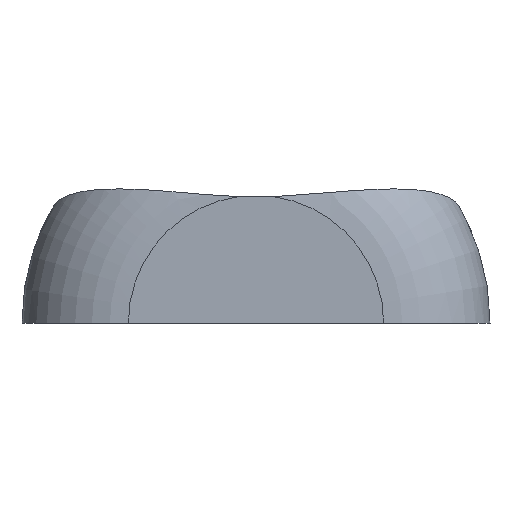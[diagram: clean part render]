
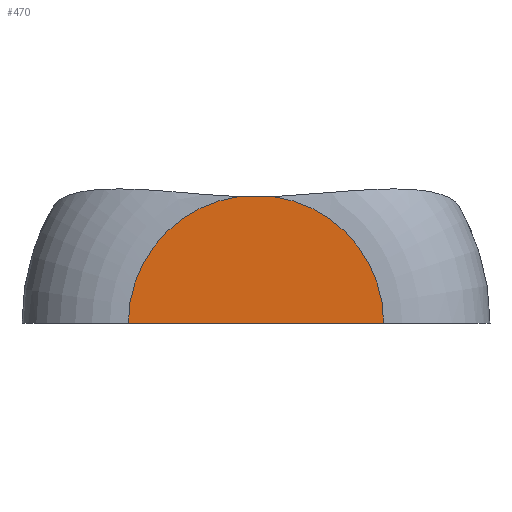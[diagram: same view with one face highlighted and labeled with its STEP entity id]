
A CAD part, left-side view. The second image highlights one B-rep face of the part: STEP entity #470.
In plain terms, the highlighted planar face has unit normal (-1, 0, 0).
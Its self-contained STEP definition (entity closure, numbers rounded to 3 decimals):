
#46=CIRCLE('',#528,15.);
#47=CIRCLE('',#530,15.);
#57=PLANE('',#529);
#96=FACE_OUTER_BOUND('',#131,.T.);
#131=EDGE_LOOP('',(#427,#428,#429,#430));
#146=LINE('',#1464,#158);
#158=VECTOR('',#631,10.);
#187=B_SPLINE_CURVE_WITH_KNOTS('',3,(#1394,#1395,#1396,#1397),
 .UNSPECIFIED.,.F.,.F.,(4,4),(0.677,1.082),
 .UNSPECIFIED.);
#231=VERTEX_POINT('',#1392);
#232=VERTEX_POINT('',#1393);
#237=VERTEX_POINT('',#1459);
#238=VERTEX_POINT('',#1463);
#295=EDGE_CURVE('',#231,#232,#187,.T.);
#303=EDGE_CURVE('',#231,#237,#46,.T.);
#304=EDGE_CURVE('',#237,#238,#146,.T.);
#305=EDGE_CURVE('',#238,#232,#47,.T.);
#427=ORIENTED_EDGE('',*,*,#295,.F.);
#428=ORIENTED_EDGE('',*,*,#303,.T.);
#429=ORIENTED_EDGE('',*,*,#304,.T.);
#430=ORIENTED_EDGE('',*,*,#305,.T.);
#470=ADVANCED_FACE('',(#96),#57,.F.);
#528=AXIS2_PLACEMENT_3D('',#1461,#627,#628);
#529=AXIS2_PLACEMENT_3D('',#1462,#629,#630);
#530=AXIS2_PLACEMENT_3D('',#1465,#632,#633);
#627=DIRECTION('center_axis',(-1.,0.,0.));
#628=DIRECTION('ref_axis',(0.,-1.,0.));
#629=DIRECTION('center_axis',(1.,0.,0.));
#630=DIRECTION('ref_axis',(0.,0.,-1.));
#631=DIRECTION('',(0.,-1.,0.));
#632=DIRECTION('center_axis',(-1.,0.,0.));
#633=DIRECTION('ref_axis',(0.,-1.,0.));
#1392=CARTESIAN_POINT('',(-62.,2.019,-57.136));
#1393=CARTESIAN_POINT('',(-62.,-2.019,-57.136));
#1394=CARTESIAN_POINT('Ctrl Pts',(-62.,2.019,-57.136));
#1395=CARTESIAN_POINT('Ctrl Pts',(-62.,0.673,-57.184));
#1396=CARTESIAN_POINT('Ctrl Pts',(-62.,-0.673,-57.184));
#1397=CARTESIAN_POINT('Ctrl Pts',(-62.,-2.019,-57.136));
#1459=CARTESIAN_POINT('',(-62.,15.,-72.));
#1461=CARTESIAN_POINT('Origin',(-62.,0.,-72.));
#1462=CARTESIAN_POINT('Origin',(-62.,-15.,-72.));
#1463=CARTESIAN_POINT('',(-62.,-15.,-72.));
#1464=CARTESIAN_POINT('',(-62.,0.,-72.));
#1465=CARTESIAN_POINT('Origin',(-62.,0.,-72.));
